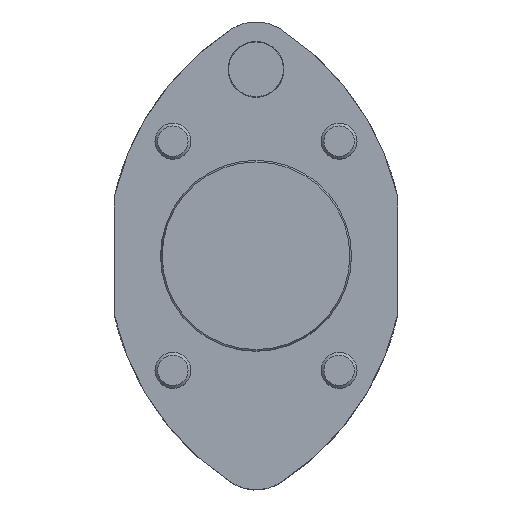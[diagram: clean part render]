
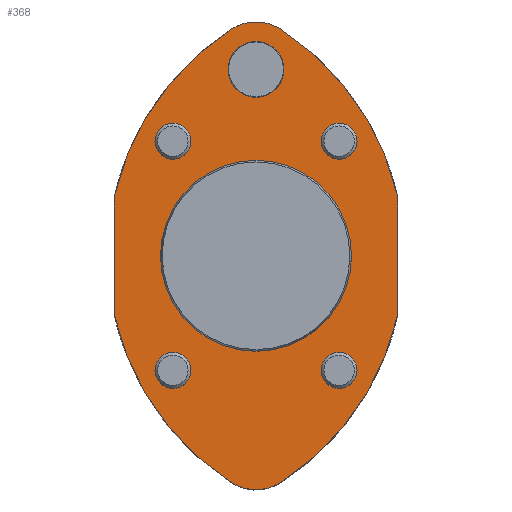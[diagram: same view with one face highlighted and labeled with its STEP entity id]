
A CAD part, top view. The second image highlights one B-rep face of the part: STEP entity #368.
In plain terms, the highlighted planar face has unit normal (0, 0, 1).
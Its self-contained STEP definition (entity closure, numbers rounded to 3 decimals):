
#127=PLANE('',#2008);
#172=LINE('',#2932,#224);
#173=LINE('',#2940,#225);
#224=VECTOR('',#2263,1.);
#225=VECTOR('',#2270,1.);
#276=FACE_BOUND('',#599,.T.);
#277=FACE_BOUND('',#600,.T.);
#278=FACE_BOUND('',#601,.T.);
#279=FACE_BOUND('',#602,.T.);
#280=FACE_BOUND('',#603,.T.);
#281=FACE_BOUND('',#604,.T.);
#282=FACE_BOUND('',#605,.T.);
#368=ADVANCED_FACE('',(#276,#277,#278,#279,#280,#281,#282),#127,.T.);
#599=EDGE_LOOP('',(#895));
#600=EDGE_LOOP('',(#896));
#601=EDGE_LOOP('',(#897));
#602=EDGE_LOOP('',(#898));
#603=EDGE_LOOP('',(#899));
#604=EDGE_LOOP('',(#900));
#605=EDGE_LOOP('',(#901,#902,#903,#904,#905,#906,#907,#908));
#780=CIRCLE('',#1996,12.45);
#781=CIRCLE('',#1997,8.);
#782=CIRCLE('',#1998,8.);
#783=CIRCLE('',#1999,42.5);
#784=CIRCLE('',#2000,8.);
#785=CIRCLE('',#2001,8.);
#786=CIRCLE('',#2002,120.);
#787=CIRCLE('',#2003,120.);
#788=CIRCLE('',#2004,20.);
#789=CIRCLE('',#2005,120.);
#790=CIRCLE('',#2006,120.);
#791=CIRCLE('',#2007,20.);
#895=ORIENTED_EDGE('',*,*,#1610,.T.);
#896=ORIENTED_EDGE('',*,*,#1611,.T.);
#897=ORIENTED_EDGE('',*,*,#1612,.T.);
#898=ORIENTED_EDGE('',*,*,#1613,.F.);
#899=ORIENTED_EDGE('',*,*,#1614,.T.);
#900=ORIENTED_EDGE('',*,*,#1615,.T.);
#901=ORIENTED_EDGE('',*,*,#1616,.T.);
#902=ORIENTED_EDGE('',*,*,#1617,.T.);
#903=ORIENTED_EDGE('',*,*,#1618,.T.);
#904=ORIENTED_EDGE('',*,*,#1619,.T.);
#905=ORIENTED_EDGE('',*,*,#1620,.T.);
#906=ORIENTED_EDGE('',*,*,#1621,.T.);
#907=ORIENTED_EDGE('',*,*,#1622,.T.);
#908=ORIENTED_EDGE('',*,*,#1623,.T.);
#1429=VERTEX_POINT('',#2918);
#1430=VERTEX_POINT('',#2920);
#1431=VERTEX_POINT('',#2922);
#1432=VERTEX_POINT('',#2924);
#1433=VERTEX_POINT('',#2926);
#1434=VERTEX_POINT('',#2928);
#1435=VERTEX_POINT('',#2930);
#1436=VERTEX_POINT('',#2931);
#1437=VERTEX_POINT('',#2933);
#1438=VERTEX_POINT('',#2935);
#1439=VERTEX_POINT('',#2937);
#1440=VERTEX_POINT('',#2939);
#1441=VERTEX_POINT('',#2941);
#1442=VERTEX_POINT('',#2943);
#1610=EDGE_CURVE('',#1429,#1429,#780,.T.);
#1611=EDGE_CURVE('',#1430,#1430,#781,.T.);
#1612=EDGE_CURVE('',#1431,#1431,#782,.T.);
#1613=EDGE_CURVE('',#1432,#1432,#783,.T.);
#1614=EDGE_CURVE('',#1433,#1433,#784,.T.);
#1615=EDGE_CURVE('',#1434,#1434,#785,.T.);
#1616=EDGE_CURVE('',#1435,#1436,#786,.T.);
#1617=EDGE_CURVE('',#1436,#1437,#172,.T.);
#1618=EDGE_CURVE('',#1437,#1438,#787,.T.);
#1619=EDGE_CURVE('',#1438,#1439,#788,.T.);
#1620=EDGE_CURVE('',#1439,#1440,#789,.T.);
#1621=EDGE_CURVE('',#1440,#1441,#173,.T.);
#1622=EDGE_CURVE('',#1441,#1442,#790,.T.);
#1623=EDGE_CURVE('',#1442,#1435,#791,.T.);
#1996=AXIS2_PLACEMENT_3D('',#2917,#2249,#2250);
#1997=AXIS2_PLACEMENT_3D('',#2919,#2251,#2252);
#1998=AXIS2_PLACEMENT_3D('',#2921,#2253,#2254);
#1999=AXIS2_PLACEMENT_3D('',#2923,#2255,#2256);
#2000=AXIS2_PLACEMENT_3D('',#2925,#2257,#2258);
#2001=AXIS2_PLACEMENT_3D('',#2927,#2259,#2260);
#2002=AXIS2_PLACEMENT_3D('',#2929,#2261,#2262);
#2003=AXIS2_PLACEMENT_3D('',#2934,#2264,#2265);
#2004=AXIS2_PLACEMENT_3D('',#2936,#2266,#2267);
#2005=AXIS2_PLACEMENT_3D('',#2938,#2268,#2269);
#2006=AXIS2_PLACEMENT_3D('',#2942,#2271,#2272);
#2007=AXIS2_PLACEMENT_3D('',#2944,#2273,#2274);
#2008=AXIS2_PLACEMENT_3D('',#2945,#2275,#2276);
#2249=DIRECTION('',(0.,0.,-1.));
#2250=DIRECTION('',(1.,0.,0.));
#2251=DIRECTION('',(0.,0.,-1.));
#2252=DIRECTION('',(1.,0.,0.));
#2253=DIRECTION('',(0.,0.,-1.));
#2254=DIRECTION('',(1.,0.,0.));
#2255=DIRECTION('',(0.,0.,1.));
#2256=DIRECTION('',(1.,0.,0.));
#2257=DIRECTION('',(0.,0.,-1.));
#2258=DIRECTION('',(1.,0.,0.));
#2259=DIRECTION('',(0.,0.,-1.));
#2260=DIRECTION('',(1.,0.,0.));
#2261=DIRECTION('',(0.,0.,1.));
#2262=DIRECTION('',(1.,0.,0.));
#2263=DIRECTION('',(0.,-1.,0.));
#2264=DIRECTION('',(0.,0.,1.));
#2265=DIRECTION('',(1.,0.,0.));
#2266=DIRECTION('',(0.,0.,1.));
#2267=DIRECTION('',(1.,0.,0.));
#2268=DIRECTION('',(0.,0.,1.));
#2269=DIRECTION('',(1.,0.,0.));
#2270=DIRECTION('',(0.,1.,0.));
#2271=DIRECTION('',(0.,0.,1.));
#2272=DIRECTION('',(1.,0.,0.));
#2273=DIRECTION('',(0.,0.,1.));
#2274=DIRECTION('',(1.,0.,0.));
#2275=DIRECTION('',(0.,0.,1.));
#2276=DIRECTION('',(-1.,0.,0.));
#2917=CARTESIAN_POINT('',(0.,83.,0.));
#2918=CARTESIAN_POINT('',(12.45,83.,0.));
#2919=CARTESIAN_POINT('',(37.,51.,0.));
#2920=CARTESIAN_POINT('',(45.,51.,0.));
#2921=CARTESIAN_POINT('',(37.,-51.,0.));
#2922=CARTESIAN_POINT('',(45.,-51.,0.));
#2923=CARTESIAN_POINT('',(0.,0.,
0.));
#2924=CARTESIAN_POINT('',(42.5,0.,0.));
#2925=CARTESIAN_POINT('',(-37.,-51.,0.));
#2926=CARTESIAN_POINT('',(-29.,-51.,0.));
#2927=CARTESIAN_POINT('',(-37.,51.,0.));
#2928=CARTESIAN_POINT('',(-29.,51.,0.));
#2929=CARTESIAN_POINT('',(54.,0.,0.));
#2930=CARTESIAN_POINT('',(-10.8,101.,0.));
#2931=CARTESIAN_POINT('',(-63.,26.665,0.));
#2932=CARTESIAN_POINT('',(-63.,0.,0.));
#2933=CARTESIAN_POINT('',(-63.,-26.665,0.));
#2934=CARTESIAN_POINT('',(54.,0.,0.));
#2935=CARTESIAN_POINT('',(-10.8,-101.,0.));
#2936=CARTESIAN_POINT('',(0.,-84.167,0.));
#2937=CARTESIAN_POINT('',(10.8,-101.,0.));
#2938=CARTESIAN_POINT('',(-54.,0.,0.));
#2939=CARTESIAN_POINT('',(63.,-26.665,0.));
#2940=CARTESIAN_POINT('',(63.,0.,0.));
#2941=CARTESIAN_POINT('',(63.,26.665,0.));
#2942=CARTESIAN_POINT('',(-54.,0.,0.));
#2943=CARTESIAN_POINT('',(10.8,101.,0.));
#2944=CARTESIAN_POINT('',(0.,84.167,0.));
#2945=CARTESIAN_POINT('',(0.,0.,
0.));
